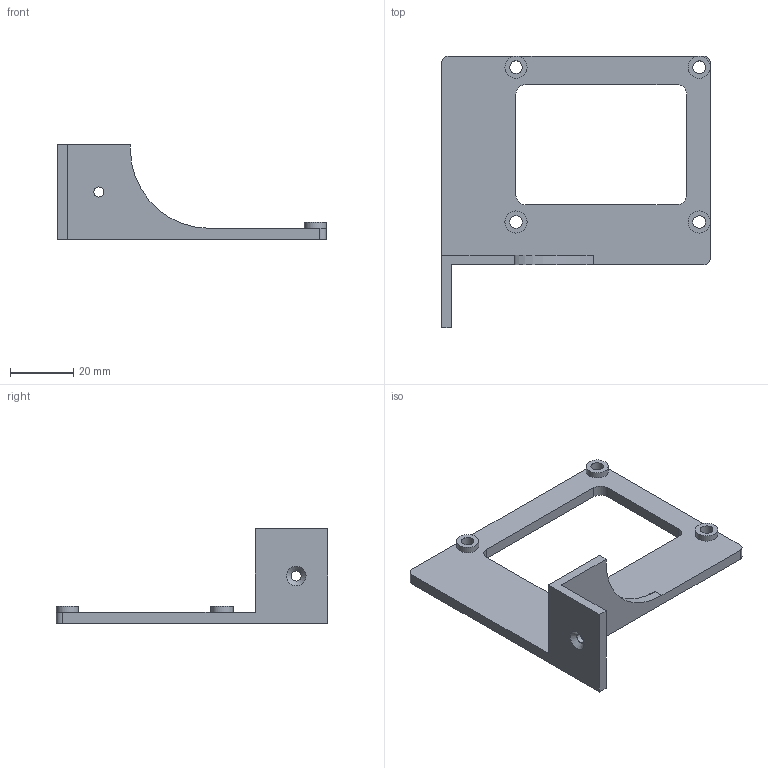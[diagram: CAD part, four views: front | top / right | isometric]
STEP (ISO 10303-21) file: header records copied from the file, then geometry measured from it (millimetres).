
FILE_DESCRIPTION(('FreeCAD Model'),'2;1');
FILE_NAME('Open CASCADE Shape Model','2021-08-10T15:14:54',('Author'),( ''),'Open CASCADE STEP processor 7.5','FreeCAD','Unknown');
FILE_SCHEMA(('AUTOMOTIVE_DESIGN { 1 0 10303 214 1 1 1 1 }'));
Length unit declared in the file: millimetre
Products named in the file (3): raspberry_holder; Fillet002
Assembly tree (2 placements, depth 2):
  raspberry_holder
    raspberry_holder
    Fillet002
Bounding box: 85 x 86 x 30 mm (x, y, z)
Volume: 32910.8 mm3; surface area: 24205 mm2
Topology: 2 solids, 2 shells, 80 faces, 208 edges, 134 vertices
Faces by surface type: plane 40, cylinder 36, cone 4
Full cylindrical faces by diameter (mm): 3.2 x4, 4 x8, 7 x8
Entity records: 5338 total; most frequent: CARTESIAN_POINT 995, DIRECTION 826, LINE 446, VECTOR 446, ORIENTED_EDGE 416, PCURVE 416, DEFINITIONAL_REPRESENTATION 416, EDGE_CURVE 208
